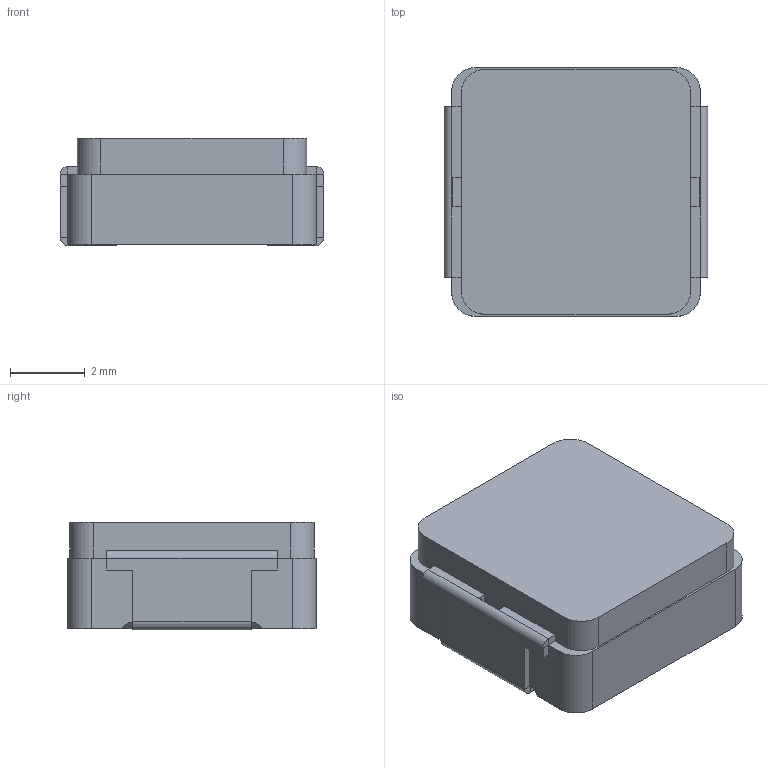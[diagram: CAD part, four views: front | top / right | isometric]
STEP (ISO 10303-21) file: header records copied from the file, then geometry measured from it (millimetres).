
FILE_DESCRIPTION(('FreeCAD Model'),'2;1');
FILE_NAME('IHLP2525CZ.step', '2017-03-01T11:27:13',('kicad StepUp'),('ksu MCAD'), 'Open CASCADE STEP processor 6.8','FreeCAD','Unknown');
FILE_SCHEMA(('AUTOMOTIVE_DESIGN_CC2 { 1 2 10303 214 -1 1 5 4 }'));
Length unit declared in the file: millimetre
Products named in the file (1): IHLP2525CZ
Bounding box: 7.08 x 6.67 x 2.88 mm (x, y, z)
Volume: 125.3 mm3; surface area: 168.6 mm2
Topology: 1 solids, 1 shells, 78 faces, 212 edges, 136 vertices
Faces by surface type: plane 66, cylinder 12
Entity records: 2971 total; most frequent: CARTESIAN_POINT 427, ORIENTED_EDGE 424, DIRECTION 394, EDGE_CURVE 212, LINE 188, VECTOR 188, VERTEX_POINT 136, AXIS2_PLACEMENT_3D 103
